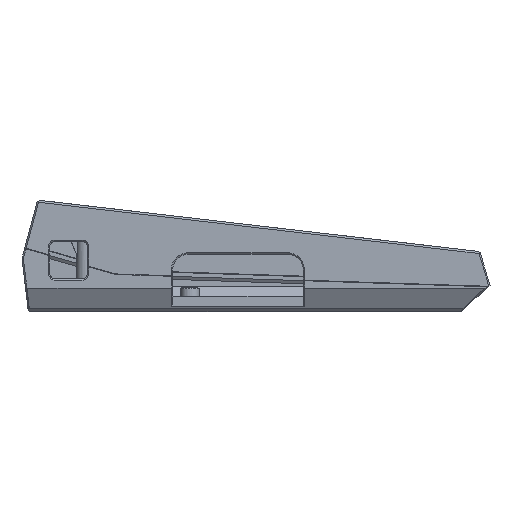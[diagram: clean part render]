
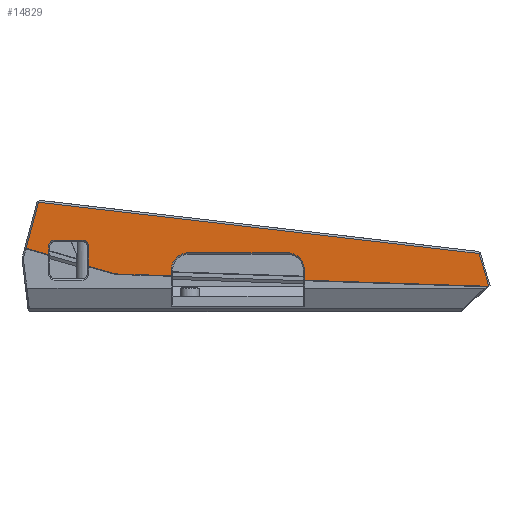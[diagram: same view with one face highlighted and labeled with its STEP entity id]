
A CAD part, front view. The second image highlights one B-rep face of the part: STEP entity #14829.
In plain terms, the highlighted planar face has unit normal (0, -1, 0).
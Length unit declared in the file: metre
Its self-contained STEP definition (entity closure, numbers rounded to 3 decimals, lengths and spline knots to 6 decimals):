
#645=CIRCLE('',#16017,0.0065);
#646=CIRCLE('',#16018,0.0025);
#647=CIRCLE('',#16019,0.0025);
#648=CIRCLE('',#16020,0.0065);
#2819=ORIENTED_EDGE('',*,*,#6209,.T.);
#2820=ORIENTED_EDGE('',*,*,#6210,.T.);
#2821=ORIENTED_EDGE('',*,*,#6211,.T.);
#2822=ORIENTED_EDGE('',*,*,#6212,.T.);
#2823=ORIENTED_EDGE('',*,*,#6213,.T.);
#2824=ORIENTED_EDGE('',*,*,#6214,.T.);
#2825=ORIENTED_EDGE('',*,*,#6215,.T.);
#2826=ORIENTED_EDGE('',*,*,#6216,.T.);
#2827=ORIENTED_EDGE('',*,*,#6217,.T.);
#2828=ORIENTED_EDGE('',*,*,#6218,.T.);
#2829=ORIENTED_EDGE('',*,*,#6219,.T.);
#2830=ORIENTED_EDGE('',*,*,#6220,.T.);
#2831=ORIENTED_EDGE('',*,*,#6221,.T.);
#2832=ORIENTED_EDGE('',*,*,#6222,.T.);
#2833=ORIENTED_EDGE('',*,*,#6223,.T.);
#2834=ORIENTED_EDGE('',*,*,#6224,.T.);
#2835=ORIENTED_EDGE('',*,*,#6225,.T.);
#2836=ORIENTED_EDGE('',*,*,#6226,.T.);
#6209=EDGE_CURVE('',#8022,#8023,#645,.F.);
#6210=EDGE_CURVE('',#8023,#8024,#9559,.T.);
#6211=EDGE_CURVE('',#8024,#8025,#9560,.T.);
#6212=EDGE_CURVE('',#8025,#8026,#9561,.T.);
#6213=EDGE_CURVE('',#8026,#8027,#9562,.T.);
#6214=EDGE_CURVE('',#8027,#8028,#9563,.T.);
#6215=EDGE_CURVE('',#8028,#8029,#9564,.T.);
#6216=EDGE_CURVE('',#8029,#8030,#9565,.T.);
#6217=EDGE_CURVE('',#8030,#8031,#9566,.T.);
#6218=EDGE_CURVE('',#8031,#8032,#646,.F.);
#6219=EDGE_CURVE('',#8032,#8033,#9567,.T.);
#6220=EDGE_CURVE('',#8033,#8034,#647,.F.);
#6221=EDGE_CURVE('',#8034,#8035,#9568,.T.);
#6222=EDGE_CURVE('',#8035,#8036,#9569,.T.);
#6223=EDGE_CURVE('',#8036,#8037,#9570,.T.);
#6224=EDGE_CURVE('',#8037,#8038,#9571,.T.);
#6225=EDGE_CURVE('',#8038,#8039,#648,.F.);
#6226=EDGE_CURVE('',#8039,#8022,#9572,.T.);
#8022=VERTEX_POINT('',#22899);
#8023=VERTEX_POINT('',#22900);
#8024=VERTEX_POINT('',#22902);
#8025=VERTEX_POINT('',#22904);
#8026=VERTEX_POINT('',#22906);
#8027=VERTEX_POINT('',#22908);
#8028=VERTEX_POINT('',#22910);
#8029=VERTEX_POINT('',#22912);
#8030=VERTEX_POINT('',#22914);
#8031=VERTEX_POINT('',#22916);
#8032=VERTEX_POINT('',#22918);
#8033=VERTEX_POINT('',#22920);
#8034=VERTEX_POINT('',#22922);
#8035=VERTEX_POINT('',#22924);
#8036=VERTEX_POINT('',#22926);
#8037=VERTEX_POINT('',#22928);
#8038=VERTEX_POINT('',#22930);
#8039=VERTEX_POINT('',#22932);
#9559=LINE('',#22901,#11234);
#9560=LINE('',#22903,#11235);
#9561=LINE('',#22905,#11236);
#9562=LINE('',#22907,#11237);
#9563=LINE('',#22909,#11238);
#9564=LINE('',#22911,#11239);
#9565=LINE('',#22913,#11240);
#9566=LINE('',#22915,#11241);
#9567=LINE('',#22919,#11242);
#9568=LINE('',#22923,#11243);
#9569=LINE('',#22925,#11244);
#9570=LINE('',#22927,#11245);
#9571=LINE('',#22929,#11246);
#9572=LINE('',#22933,#11247);
#11234=VECTOR('',#18577,1.);
#11235=VECTOR('',#18578,1.);
#11236=VECTOR('',#18579,1.);
#11237=VECTOR('',#18580,1.);
#11238=VECTOR('',#18581,1.);
#11239=VECTOR('',#18582,1.);
#11240=VECTOR('',#18583,1.);
#11241=VECTOR('',#18584,1.);
#11242=VECTOR('',#18587,1.);
#11243=VECTOR('',#18590,1.);
#11244=VECTOR('',#18591,1.);
#11245=VECTOR('',#18592,1.);
#11246=VECTOR('',#18593,1.);
#11247=VECTOR('',#18596,1.);
#12395=EDGE_LOOP('',(#2819,#2820,#2821,#2822,#2823,#2824,#2825,#2826,#2827,
#2828,#2829,#2830,#2831,#2832,#2833,#2834,#2835,#2836));
#13334=FACE_BOUND('',#12395,.T.);
#14110=PLANE('',#16016);
#14829=ADVANCED_FACE('',(#13334),#14110,.T.);
#16016=AXIS2_PLACEMENT_3D('',#22897,#18573,#18574);
#16017=AXIS2_PLACEMENT_3D('',#22898,#18575,#18576);
#16018=AXIS2_PLACEMENT_3D('',#22917,#18585,#18586);
#16019=AXIS2_PLACEMENT_3D('',#22921,#18588,#18589);
#16020=AXIS2_PLACEMENT_3D('',#22931,#18594,#18595);
#18573=DIRECTION('',(0.,-1.,0.));
#18574=DIRECTION('',(1.,0.,0.));
#18575=DIRECTION('',(0.,-1.,0.));
#18576=DIRECTION('',(0.,0.,-1.));
#18577=DIRECTION('',(0.002,0.,-1.));
#18578=DIRECTION('',(0.999,0.,-0.033));
#18579=DIRECTION('',(0.74,0.,0.673));
#18580=DIRECTION('',(-0.29,0.,0.957));
#18581=DIRECTION('',(-0.993,0.,0.116));
#18582=DIRECTION('',(-0.261,0.,-0.965));
#18583=DIRECTION('',(0.962,0.,-0.274));
#18584=DIRECTION('',(0.,0.,1.));
#18585=DIRECTION('',(0.,-1.,0.));
#18586=DIRECTION('',(0.,0.,-1.));
#18587=DIRECTION('',(1.,0.,0.));
#18588=DIRECTION('',(0.,-1.,0.));
#18589=DIRECTION('',(0.,0.,-1.));
#18590=DIRECTION('',(0.,0.,-1.));
#18591=DIRECTION('',(0.962,0.,-0.274));
#18592=DIRECTION('',(0.999,0.,-0.033));
#18593=DIRECTION('',(0.,0.,1.));
#18594=DIRECTION('',(0.,-1.,0.));
#18595=DIRECTION('',(0.,0.,-1.));
#18596=DIRECTION('',(1.,0.,0.));
#22897=CARTESIAN_POINT('',(-0.196366,0.214377,0.020834));
#22898=CARTESIAN_POINT('',(-0.184696,0.214377,0.015444));
#22899=CARTESIAN_POINT('',(-0.184697,0.214377,0.021944));
#22900=CARTESIAN_POINT('',(-0.178196,0.214377,0.015456));
#22901=CARTESIAN_POINT('',(-0.17819,0.214377,0.011717));
#22902=CARTESIAN_POINT('',(-0.17819,0.214377,0.011699));
#22903=CARTESIAN_POINT('',(-0.196649,0.214377,0.012312));
#22904=CARTESIAN_POINT('',(-0.109304,0.214377,0.009414));
#22905=CARTESIAN_POINT('',(-0.109187,0.214377,0.009521));
#22906=CARTESIAN_POINT('',(-0.109267,0.214377,0.009448));
#22907=CARTESIAN_POINT('',(-0.119732,0.214377,0.044028));
#22908=CARTESIAN_POINT('',(-0.112965,0.214377,0.02167));
#22909=CARTESIAN_POINT('',(-0.278084,0.214377,0.040892));
#22910=CARTESIAN_POINT('',(-0.277695,0.214377,0.040847));
#22911=CARTESIAN_POINT('',(-0.277196,0.214377,0.042693));
#22912=CARTESIAN_POINT('',(-0.282357,0.214377,0.023608));
#22913=CARTESIAN_POINT('',(-0.202089,0.214377,0.000743));
#22914=CARTESIAN_POINT('',(-0.27395,0.214377,0.021213));
#22915=CARTESIAN_POINT('',(-0.27395,0.214377,0.0242));
#22916=CARTESIAN_POINT('',(-0.27395,0.214377,0.0242));
#22917=CARTESIAN_POINT('',(-0.27145,0.214377,0.0242));
#22918=CARTESIAN_POINT('',(-0.27145,0.214377,0.0267));
#22919=CARTESIAN_POINT('',(-0.196366,0.214377,0.0267));
#22920=CARTESIAN_POINT('',(-0.26145,0.214377,0.0267));
#22921=CARTESIAN_POINT('',(-0.26145,0.214377,0.0242));
#22922=CARTESIAN_POINT('',(-0.25895,0.214377,0.0242));
#22923=CARTESIAN_POINT('',(-0.25895,0.214377,0.020834));
#22924=CARTESIAN_POINT('',(-0.25895,0.214377,0.016941));
#22925=CARTESIAN_POINT('',(-0.202089,0.214377,0.000743));
#22926=CARTESIAN_POINT('',(-0.24877,0.214377,0.014041));
#22927=CARTESIAN_POINT('',(-0.196649,0.214377,0.012312));
#22928=CARTESIAN_POINT('',(-0.228055,0.214377,0.013353));
#22929=CARTESIAN_POINT('',(-0.228055,0.214377,0.020834));
#22930=CARTESIAN_POINT('',(-0.228055,0.214377,0.015443));
#22931=CARTESIAN_POINT('',(-0.221555,0.214377,0.015443));
#22932=CARTESIAN_POINT('',(-0.221555,0.214377,0.021943));
#22933=CARTESIAN_POINT('',(-0.196366,0.214377,0.021944));
